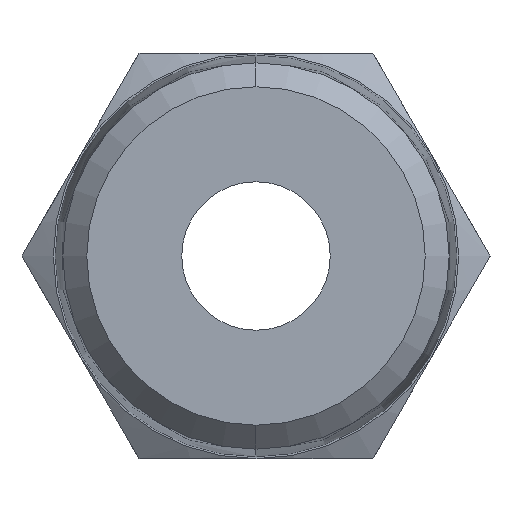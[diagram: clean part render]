
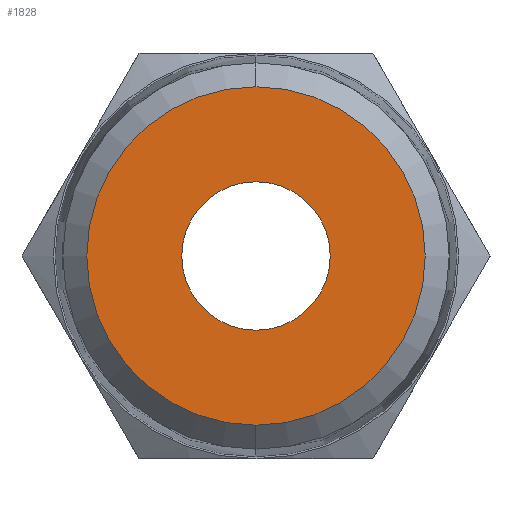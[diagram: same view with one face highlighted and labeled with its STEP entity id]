
A CAD part, front view. The second image highlights one B-rep face of the part: STEP entity #1828.
In plain terms, the highlighted planar face has unit normal (0, -1, 0).
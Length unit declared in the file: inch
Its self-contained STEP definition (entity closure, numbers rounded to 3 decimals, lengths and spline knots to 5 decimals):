
#44 = CARTESIAN_POINT ( 'NONE',  ( 0., 0., 0. ) ) ;
#213 = DIRECTION ( 'NONE',  ( 0., 0., 1. ) ) ;
#285 = CARTESIAN_POINT ( 'NONE',  ( 0., 0., -0.28703 ) ) ;
#310 = CARTESIAN_POINT ( 'NONE',  ( 0., 0., 0.28703 ) ) ;
#339 = EDGE_LOOP ( 'NONE', ( #1512, #1911 ) ) ;
#361 = AXIS2_PLACEMENT_3D ( 'NONE', #1450, #510, #1576 ) ;
#436 = VERTEX_POINT ( 'NONE', #285 ) ;
#494 = ORIENTED_EDGE ( 'NONE', *, *, #538, .T. ) ;
#510 = DIRECTION ( 'NONE',  ( 0., 1., 0. ) ) ;
#523 = DIRECTION ( 'NONE',  ( 0., 0., -1. ) ) ;
#538 = EDGE_CURVE ( 'NONE', #755, #694, #702, .T. ) ;
#668 = PLANE ( 'NONE',  #1915 ) ;
#694 = VERTEX_POINT ( 'NONE', #1600 ) ;
#702 = CIRCLE ( 'NONE', #1891, 0.12598 ) ;
#740 = FACE_OUTER_BOUND ( 'NONE', #339, .T. ) ;
#755 = VERTEX_POINT ( 'NONE', #1254 ) ;
#775 = CIRCLE ( 'NONE', #1234, 0.28703 ) ;
#818 = DIRECTION ( 'NONE',  ( 0., 0., 1. ) ) ;
#875 = CARTESIAN_POINT ( 'NONE',  ( 0., 0., 0. ) ) ;
#924 = DIRECTION ( 'NONE',  ( 0., 1., 0. ) ) ;
#930 = CIRCLE ( 'NONE', #361, 0.28703 ) ;
#955 = CARTESIAN_POINT ( 'NONE',  ( 0., 0., 0. ) ) ;
#1026 = DIRECTION ( 'NONE',  ( 0., 0., 1. ) ) ;
#1043 = EDGE_CURVE ( 'NONE', #694, #755, #1212, .T. ) ;
#1050 = EDGE_LOOP ( 'NONE', ( #1653, #494 ) ) ;
#1210 = DIRECTION ( 'NONE',  ( 0., 1., 0. ) ) ;
#1212 = CIRCLE ( 'NONE', #1818, 0.12598 ) ;
#1234 = AXIS2_PLACEMENT_3D ( 'NONE', #44, #1210, #213 ) ;
#1254 = CARTESIAN_POINT ( 'NONE',  ( 0., 0., -0.12598 ) ) ;
#1326 = CARTESIAN_POINT ( 'NONE',  ( -0.20651, 0., 0. ) ) ;
#1380 = EDGE_CURVE ( 'NONE', #436, #1691, #930, .T. ) ;
#1450 = CARTESIAN_POINT ( 'NONE',  ( 0., 0., 0. ) ) ;
#1462 = DIRECTION ( 'NONE',  ( 0., -1., 0. ) ) ;
#1469 = EDGE_CURVE ( 'NONE', #1691, #436, #775, .T. ) ;
#1483 = FACE_BOUND ( 'NONE', #1050, .T. ) ;
#1512 = ORIENTED_EDGE ( 'NONE', *, *, #1469, .F. ) ;
#1576 = DIRECTION ( 'NONE',  ( 0., 0., 1. ) ) ;
#1600 = CARTESIAN_POINT ( 'NONE',  ( 0., 0., 0.12598 ) ) ;
#1653 = ORIENTED_EDGE ( 'NONE', *, *, #1043, .T. ) ;
#1691 = VERTEX_POINT ( 'NONE', #310 ) ;
#1818 = AXIS2_PLACEMENT_3D ( 'NONE', #875, #1859, #1026 ) ;
#1828 = ADVANCED_FACE ( 'NONE', ( #1483, #740 ), #668, .T. ) ;
#1859 = DIRECTION ( 'NONE',  ( 0., 1., 0. ) ) ;
#1891 = AXIS2_PLACEMENT_3D ( 'NONE', #955, #924, #818 ) ;
#1911 = ORIENTED_EDGE ( 'NONE', *, *, #1380, .F. ) ;
#1915 = AXIS2_PLACEMENT_3D ( 'NONE', #1326, #1462, #523 ) ;
